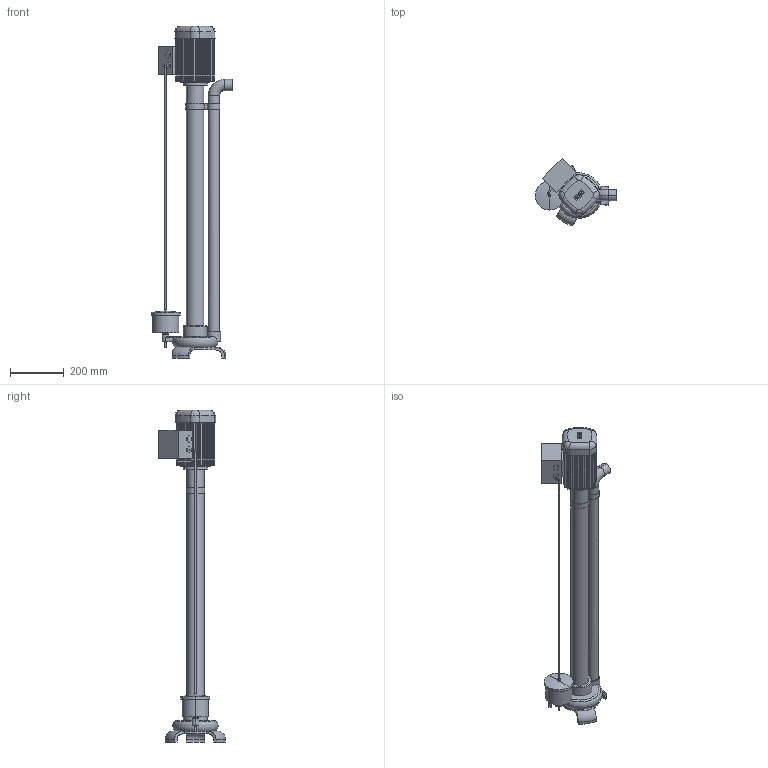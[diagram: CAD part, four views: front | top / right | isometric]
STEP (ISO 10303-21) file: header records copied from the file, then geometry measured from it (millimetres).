
FILE_DESCRIPTION((''),'2;1');
FILE_NAME('3d_Drain VC 32_10 - 230V-2044582.stp','2009-03-06T09:18:06',(''),(''),'Mechanical Desktop 2008','Mechanical Desktop 2008',', , ');
FILE_SCHEMA(('CONFIG_CONTROL_DESIGN'));
Length unit declared in the file: millimetre
Products named in the file (1): 3D_DRAIN VC 32_10 - 230V-2044582
Bounding box: 305 x 249.9 x 1241 mm (x, y, z)
Volume: 10071030.4 mm3; surface area: 711167.9 mm2
Topology: 9 solids, 9 shells, 418 faces, 1135 edges, 747 vertices
Faces by surface type: plane 165, cylinder 132, bspline 97, torus 24
Entity records: 14698 total; most frequent: CARTESIAN_POINT 4059, ORIENTED_EDGE 2266, DIRECTION 2152, EDGE_CURVE 1133, VERTEX_POINT 747, AXIS2_PLACEMENT_3D 729, VECTOR 694, LINE 694
